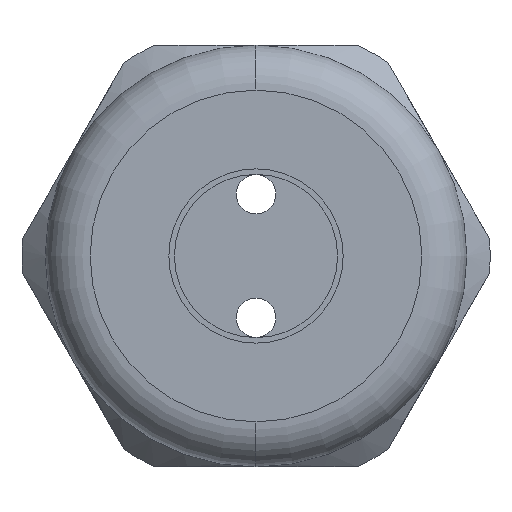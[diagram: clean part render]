
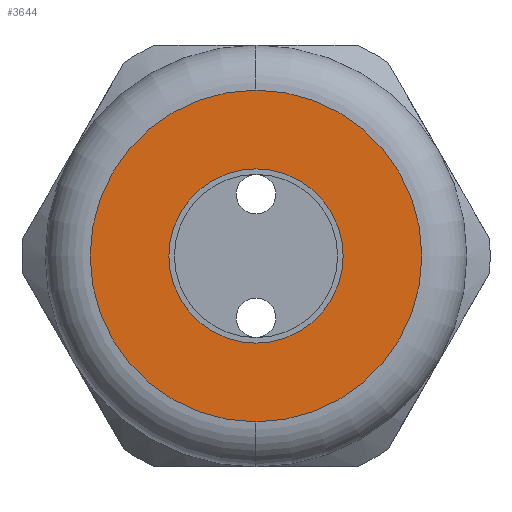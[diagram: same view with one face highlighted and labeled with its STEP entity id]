
A CAD part, left-side view. The second image highlights one B-rep face of the part: STEP entity #3644.
In plain terms, the highlighted planar face has unit normal (-1, 0, 0).
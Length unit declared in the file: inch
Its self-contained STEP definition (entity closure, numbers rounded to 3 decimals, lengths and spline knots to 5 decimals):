
#939 = EDGE_CURVE ( 'NONE', #940, #941, #2701, .T. ) ;
#940 = VERTEX_POINT ( 'NONE', #2760 ) ;
#941 = VERTEX_POINT ( 'NONE', #2759 ) ;
#1026 = VERTEX_POINT ( 'NONE', #2902 ) ;
#1028 = EDGE_CURVE ( 'NONE', #1029, #1026, #2901, .T. ) ;
#1029 = VERTEX_POINT ( 'NONE', #2896 ) ;
#2698 = DIRECTION ( 'NONE',  ( 1., 0., 0. ) ) ;
#2699 = CARTESIAN_POINT ( 'NONE',  ( -1.14, 0., 0. ) ) ;
#2700 = AXIS2_PLACEMENT_3D ( 'NONE', #2699, #2698, #2761 ) ;
#2701 = CIRCLE ( 'NONE', #2700, 0.155 ) ;
#2759 = CARTESIAN_POINT ( 'NONE',  ( -1.14, 0., -0.155 ) ) ;
#2760 = CARTESIAN_POINT ( 'NONE',  ( -1.14, 0., 0.155 ) ) ;
#2761 = DIRECTION ( 'NONE',  ( 0., 0., -1. ) ) ;
#2896 = CARTESIAN_POINT ( 'NONE',  ( -1.14, 0., 0.295 ) ) ;
#2897 = DIRECTION ( 'NONE',  ( 0., 0., 1. ) ) ;
#2898 = DIRECTION ( 'NONE',  ( -1., 0., 0. ) ) ;
#2899 = CARTESIAN_POINT ( 'NONE',  ( -1.14, 0., 0. ) ) ;
#2900 = AXIS2_PLACEMENT_3D ( 'NONE', #2899, #2898, #2897 ) ;
#2901 = CIRCLE ( 'NONE', #2900, 0.295 ) ;
#2902 = CARTESIAN_POINT ( 'NONE',  ( -1.14, 0., -0.295 ) ) ;
#3167 = DIRECTION ( 'NONE',  ( -1., 0., 0. ) ) ;
#3168 = CARTESIAN_POINT ( 'NONE',  ( -1.14, 0., 0. ) ) ;
#3169 = AXIS2_PLACEMENT_3D ( 'NONE', #3168, #3167, #3229 ) ;
#3170 = CIRCLE ( 'NONE', #3169, 0.295 ) ;
#3217 = DIRECTION ( 'NONE',  ( 0., 0., -1. ) ) ;
#3218 = DIRECTION ( 'NONE',  ( 1., 0., 0. ) ) ;
#3219 = CARTESIAN_POINT ( 'NONE',  ( -1.14, 0., 0. ) ) ;
#3220 = AXIS2_PLACEMENT_3D ( 'NONE', #3219, #3218, #3217 ) ;
#3221 = CIRCLE ( 'NONE', #3220, 0.155 ) ;
#3222 = DIRECTION ( 'NONE',  ( 0., 0., 1. ) ) ;
#3223 = DIRECTION ( 'NONE',  ( -1., 0., 0. ) ) ;
#3224 = CARTESIAN_POINT ( 'NONE',  ( -1.14, 0.375, 0. ) ) ;
#3225 = AXIS2_PLACEMENT_3D ( 'NONE', #3224, #3223, #3222 ) ;
#3226 = PLANE ( 'NONE',  #3225 ) ;
#3227 = FACE_BOUND ( 'NONE', #3639, .T. ) ;
#3228 = FACE_OUTER_BOUND ( 'NONE', #3642, .T. ) ;
#3229 = DIRECTION ( 'NONE',  ( 0., 0., 1. ) ) ;
#3637 = ORIENTED_EDGE ( 'NONE', *, *, #3647, .T. ) ;
#3638 = ORIENTED_EDGE ( 'NONE', *, *, #939, .T. ) ;
#3639 = EDGE_LOOP ( 'NONE', ( #3637, #3638 ) ) ;
#3640 = ORIENTED_EDGE ( 'NONE', *, *, #3643, .T. ) ;
#3641 = ORIENTED_EDGE ( 'NONE', *, *, #1028, .T. ) ;
#3642 = EDGE_LOOP ( 'NONE', ( #3641, #3640 ) ) ;
#3643 = EDGE_CURVE ( 'NONE', #1026, #1029, #3170, .T. ) ;
#3644 = ADVANCED_FACE ( 'NONE', ( #3228, #3227 ), #3226, .T. ) ;
#3647 = EDGE_CURVE ( 'NONE', #941, #940, #3221, .T. ) ;
